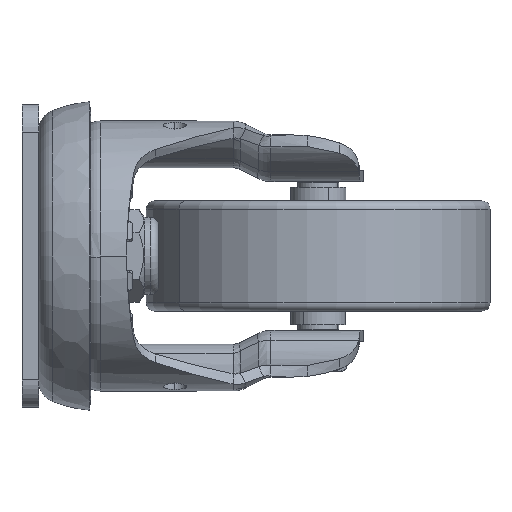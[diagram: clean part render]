
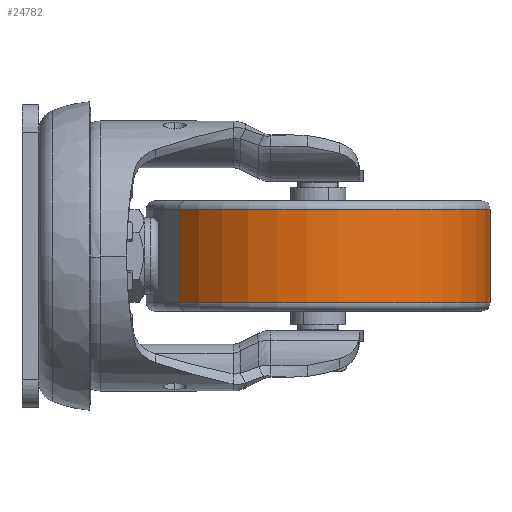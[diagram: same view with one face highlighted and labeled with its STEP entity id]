
A CAD part, left-side view. The second image highlights one B-rep face of the part: STEP entity #24782.
In plain terms, the highlighted cylindrical face has radius 62.5 mm (diameter 125 mm), a partial arc.
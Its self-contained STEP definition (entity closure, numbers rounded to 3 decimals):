
#1018 = CARTESIAN_POINT ( 'NONE',  ( 86.835, -157.994, -17. ) ) ;
#1122 = AXIS2_PLACEMENT_3D ( 'NONE', #18700, #14680, #2908 ) ;
#1411 = CYLINDRICAL_SURFACE ( 'NONE', #5760, 62.5 ) ;
#1557 = ORIENTED_EDGE ( 'NONE', *, *, #8088, .F. ) ;
#2366 = AXIS2_PLACEMENT_3D ( 'NONE', #6583, #22518, #14402 ) ;
#2770 = EDGE_LOOP ( 'NONE', ( #23834, #22055, #25120, #1557 ) ) ;
#2908 = DIRECTION ( 'NONE',  ( -0.589, 0.808, 0. ) ) ;
#3258 = CIRCLE ( 'NONE', #2366, 62.5 ) ;
#4271 = CARTESIAN_POINT ( 'NONE',  ( 13.165, -57.01, 17. ) ) ;
#5760 = AXIS2_PLACEMENT_3D ( 'NONE', #8987, #20586, #12919 ) ;
#6583 = CARTESIAN_POINT ( 'NONE',  ( 50., -107.502, 17. ) ) ;
#6951 = FACE_OUTER_BOUND ( 'NONE', #2770, .T. ) ;
#7930 = VECTOR ( 'NONE', #16499, 1000. ) ;
#8088 = EDGE_CURVE ( 'NONE', #13839, #20376, #19921, .T. ) ;
#8191 = VERTEX_POINT ( 'NONE', #1018 ) ;
#8987 = CARTESIAN_POINT ( 'NONE',  ( 50., -107.502, 25.133 ) ) ;
#10809 = CARTESIAN_POINT ( 'NONE',  ( 86.835, -157.994, 25.133 ) ) ;
#11854 = EDGE_CURVE ( 'NONE', #13839, #8191, #12136, .T. ) ;
#12136 = CIRCLE ( 'NONE', #1122, 62.5 ) ;
#12919 = DIRECTION ( 'NONE',  ( -0.589, 0.808, 0. ) ) ;
#13839 = VERTEX_POINT ( 'NONE', #20897 ) ;
#14247 = CARTESIAN_POINT ( 'NONE',  ( 13.165, -57.01, 25.133 ) ) ;
#14402 = DIRECTION ( 'NONE',  ( 0.589, -0.808, 0. ) ) ;
#14680 = DIRECTION ( 'NONE',  ( 0., 0., 1. ) ) ;
#14768 = DIRECTION ( 'NONE',  ( 0., 0., 1. ) ) ;
#16499 = DIRECTION ( 'NONE',  ( 0., 0., 1. ) ) ;
#18700 = CARTESIAN_POINT ( 'NONE',  ( 50., -107.502, -17. ) ) ;
#19921 = LINE ( 'NONE', #14247, #7930 ) ;
#20038 = VECTOR ( 'NONE', #14768, 1000. ) ;
#20376 = VERTEX_POINT ( 'NONE', #4271 ) ;
#20586 = DIRECTION ( 'NONE',  ( 0., 0., 1. ) ) ;
#20897 = CARTESIAN_POINT ( 'NONE',  ( 13.165, -57.01, -17. ) ) ;
#21712 = VERTEX_POINT ( 'NONE', #22181 ) ;
#22055 = ORIENTED_EDGE ( 'NONE', *, *, #22595, .T. ) ;
#22181 = CARTESIAN_POINT ( 'NONE',  ( 86.835, -157.994, 17. ) ) ;
#22518 = DIRECTION ( 'NONE',  ( 0., 0., -1. ) ) ;
#22595 = EDGE_CURVE ( 'NONE', #8191, #21712, #23479, .T. ) ;
#23479 = LINE ( 'NONE', #10809, #20038 ) ;
#23834 = ORIENTED_EDGE ( 'NONE', *, *, #11854, .T. ) ;
#24782 = ADVANCED_FACE ( 'NONE', ( #6951 ), #1411, .T. ) ;
#25120 = ORIENTED_EDGE ( 'NONE', *, *, #25555, .T. ) ;
#25555 = EDGE_CURVE ( 'NONE', #21712, #20376, #3258, .T. ) ;
